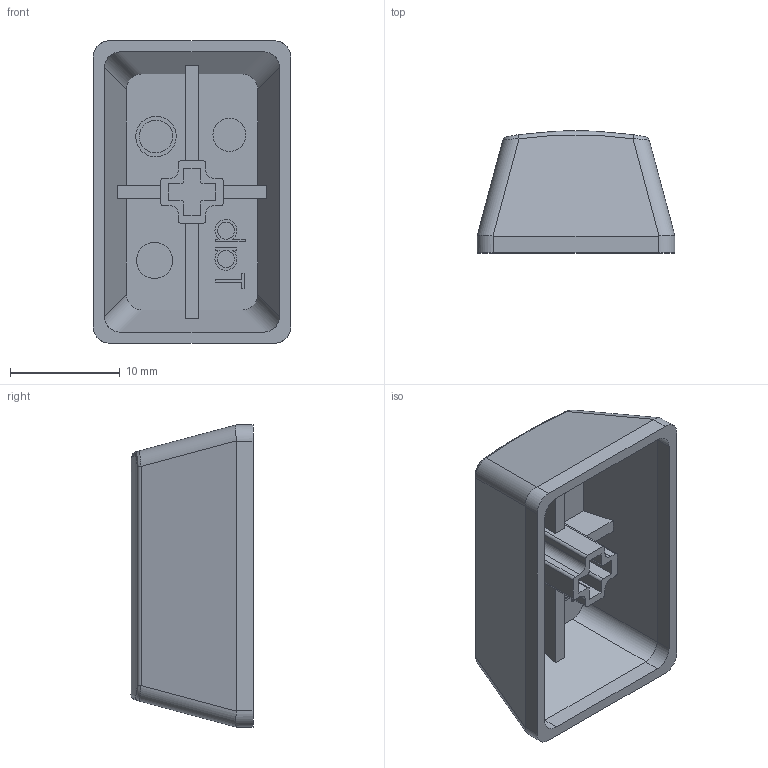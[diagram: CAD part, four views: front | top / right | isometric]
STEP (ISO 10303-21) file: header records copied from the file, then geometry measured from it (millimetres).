
FILE_DESCRIPTION (( 'STEP AP214' ), '1' );
FILE_NAME ('MX_Tab.STEP', '2020-03-12T06:54:13', ( '' ), ( '' ), 'SwSTEP 2.0', 'SolidWorks 2019', '' );
FILE_SCHEMA (( 'AUTOMOTIVE_DESIGN' ));
Length unit declared in the file: millimetre
Products named in the file (1): MX_Tab
Bounding box: 18 x 11.11 x 27.53 mm (x, y, z)
Volume: 1486.3 mm3; surface area: 2601.2 mm2
Topology: 1 solids, 1 shells, 156 faces, 421 edges, 278 vertices
Faces by surface type: plane 86, cylinder 39, bspline 31
Entity records: 7024 total; most frequent: CARTESIAN_POINT 2871, ORIENTED_EDGE 842, DIRECTION 640, EDGE_CURVE 421, VERTEX_POINT 278, VECTOR 274, LINE 274, AXIS2_PLACEMENT_3D 183
